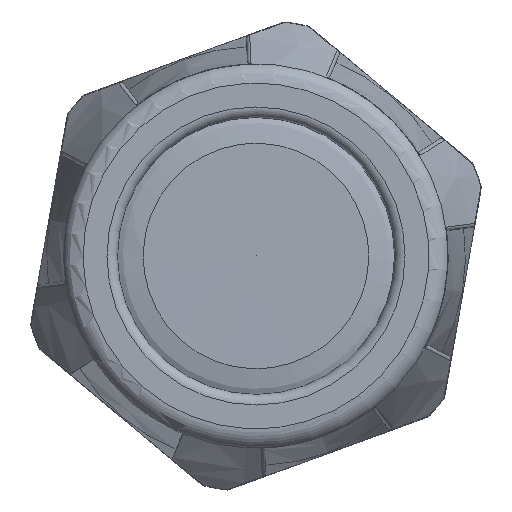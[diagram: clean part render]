
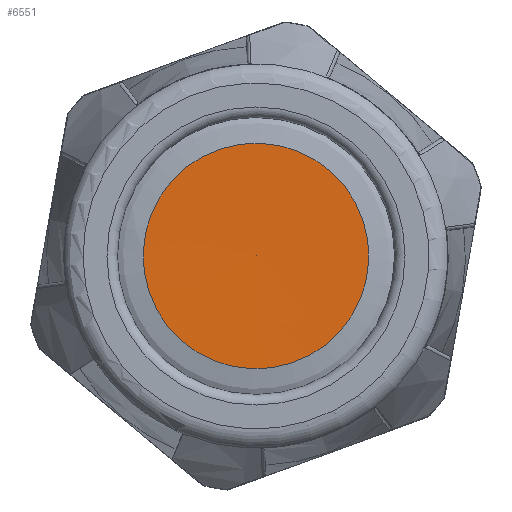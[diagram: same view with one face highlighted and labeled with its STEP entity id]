
A CAD part, left-side view. The second image highlights one B-rep face of the part: STEP entity #6551.
In plain terms, the highlighted conical face has half-angle 89.714 degrees and reference radius 16.1 mm.
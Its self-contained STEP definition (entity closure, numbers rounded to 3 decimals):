
#245=CONICAL_SURFACE('',#7380,16.1,89.714);
#1673=FACE_OUTER_BOUND('',#2086,.T.);
#2086=EDGE_LOOP('',(#6135));
#2495=CIRCLE('',#7378,16.1);
#3286=VERTEX_POINT('',#16666);
#4237=EDGE_CURVE('',#3286,#3286,#2495,.T.);
#6135=ORIENTED_EDGE('',*,*,#4237,.T.);
#6551=ADVANCED_FACE('',(#1673),#245,.F.);
#7378=AXIS2_PLACEMENT_3D('',#16667,#9262,#9263);
#7380=AXIS2_PLACEMENT_3D('',#16670,#9266,#9267);
#9262=DIRECTION('center_axis',(-1.,0.,0.));
#9263=DIRECTION('ref_axis',(0.,0.,1.));
#9266=DIRECTION('center_axis',(-1.,0.,0.));
#9267=DIRECTION('ref_axis',(0.,1.,0.));
#16666=CARTESIAN_POINT('',(-4.47,16.1,0.));
#16667=CARTESIAN_POINT('Origin',(-4.47,0.,0.));
#16670=CARTESIAN_POINT('Origin',(-4.47,0.,0.));
